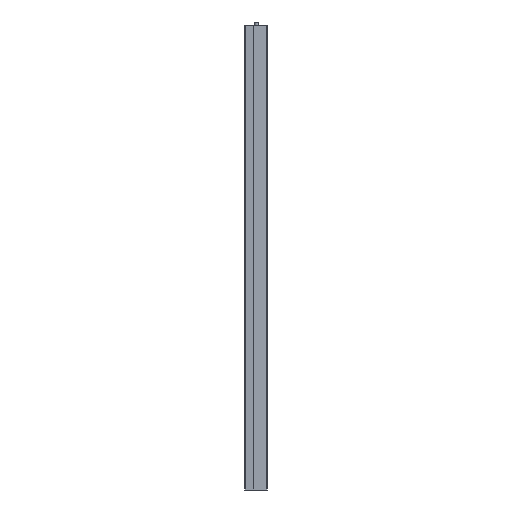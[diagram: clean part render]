
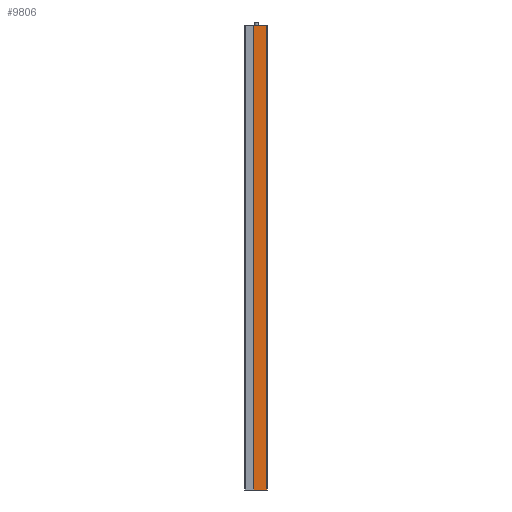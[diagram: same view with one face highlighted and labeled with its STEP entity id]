
A CAD part, left-side view. The second image highlights one B-rep face of the part: STEP entity #9806.
In plain terms, the highlighted face is planar.
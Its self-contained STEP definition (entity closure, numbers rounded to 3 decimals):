
#662 = EDGE_LOOP ( 'NONE', ( #28536, #25241, #11226, #20211 ) ) ;
#999 = VECTOR ( 'NONE', #32130, 1000. ) ;
#2657 = AXIS2_PLACEMENT_3D ( 'NONE', #24083, #31972, #6750 ) ;
#4751 = DIRECTION ( 'NONE',  ( 0., 1., 0. ) ) ;
#5135 = CARTESIAN_POINT ( 'NONE',  ( 8.25, 0.3, 479.5 ) ) ;
#5143 = EDGE_CURVE ( 'NONE', #30278, #24936, #10610, .T. ) ;
#5258 = CARTESIAN_POINT ( 'NONE',  ( 8.25, 0.3, 479.5 ) ) ;
#5314 = DIRECTION ( 'NONE',  ( 0., 1., 0. ) ) ;
#6750 = DIRECTION ( 'NONE',  ( 0., 0., 1. ) ) ;
#8155 = CARTESIAN_POINT ( 'NONE',  ( 8.25, 0.3, -479.5 ) ) ;
#8994 = CARTESIAN_POINT ( 'NONE',  ( 8.25, 27.868, 479.5 ) ) ;
#9579 = DIRECTION ( 'NONE',  ( 0., 0., -1. ) ) ;
#9585 = VECTOR ( 'NONE', #5314, 1000. ) ;
#9806 = ADVANCED_FACE ( 'NONE', ( #12052 ), #20523, .F. ) ;
#9920 = VERTEX_POINT ( 'NONE', #12971 ) ;
#10001 = VECTOR ( 'NONE', #9579, 1000. ) ;
#10610 = LINE ( 'NONE', #5135, #36187 ) ;
#11226 = ORIENTED_EDGE ( 'NONE', *, *, #5143, .F. ) ;
#12052 = FACE_OUTER_BOUND ( 'NONE', #662, .T. ) ;
#12971 = CARTESIAN_POINT ( 'NONE',  ( 8.25, 27.868, -479.5 ) ) ;
#14015 = LINE ( 'NONE', #8155, #9585 ) ;
#14356 = CARTESIAN_POINT ( 'NONE',  ( 8.25, 0.3, 479.5 ) ) ;
#14874 = EDGE_CURVE ( 'NONE', #30278, #23887, #19999, .T. ) ;
#15828 = EDGE_CURVE ( 'NONE', #24936, #9920, #25835, .T. ) ;
#19817 = CARTESIAN_POINT ( 'NONE',  ( 8.25, 27.868, 479.5 ) ) ;
#19999 = LINE ( 'NONE', #14356, #10001 ) ;
#20211 = ORIENTED_EDGE ( 'NONE', *, *, #14874, .T. ) ;
#20523 = PLANE ( 'NONE',  #2657 ) ;
#20813 = EDGE_CURVE ( 'NONE', #23887, #9920, #14015, .T. ) ;
#23887 = VERTEX_POINT ( 'NONE', #33940 ) ;
#24083 = CARTESIAN_POINT ( 'NONE',  ( 8.25, 0.3, 479.5 ) ) ;
#24936 = VERTEX_POINT ( 'NONE', #19817 ) ;
#25241 = ORIENTED_EDGE ( 'NONE', *, *, #15828, .F. ) ;
#25835 = LINE ( 'NONE', #8994, #999 ) ;
#28536 = ORIENTED_EDGE ( 'NONE', *, *, #20813, .T. ) ;
#30278 = VERTEX_POINT ( 'NONE', #5258 ) ;
#31972 = DIRECTION ( 'NONE',  ( -1., 0., 0. ) ) ;
#32130 = DIRECTION ( 'NONE',  ( 0., 0., -1. ) ) ;
#33940 = CARTESIAN_POINT ( 'NONE',  ( 8.25, 0.3, -479.5 ) ) ;
#36187 = VECTOR ( 'NONE', #4751, 1000. ) ;
